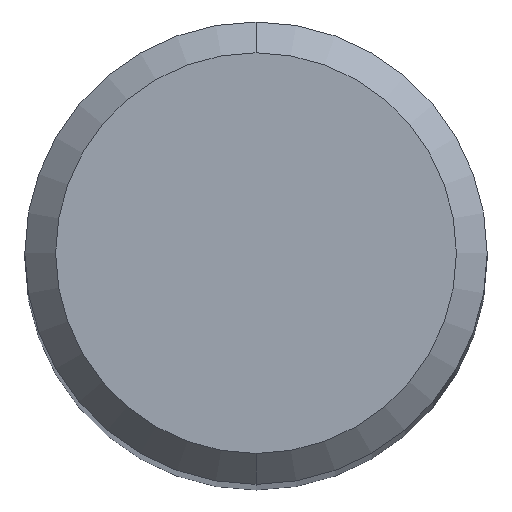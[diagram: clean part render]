
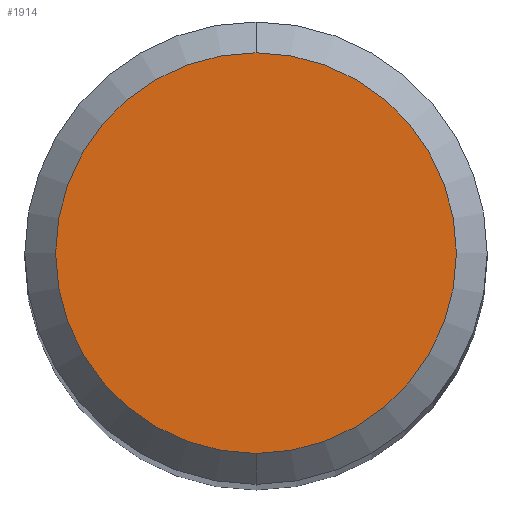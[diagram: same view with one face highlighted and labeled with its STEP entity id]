
A CAD part, top view. The second image highlights one B-rep face of the part: STEP entity #1914.
In plain terms, the highlighted planar face has unit normal (0, 0, 1).
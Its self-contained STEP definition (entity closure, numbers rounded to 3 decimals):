
#1010=VERTEX_POINT('',#2772);
#1640=VERTEX_POINT('',#3463);
#1914=ADVANCED_FACE('',(#3765),#3766,.T.);
#2012=EDGE_CURVE('',#1010,#1640,#3876,.T.);
#2278=EDGE_CURVE('',#1640,#1010,#4168,.T.);
#2772=CARTESIAN_POINT('',(0.0,2.6,0.0));
#3463=CARTESIAN_POINT('',(0.,-2.6,0.0));
#3765=FACE_OUTER_BOUND('',#13017,.T.);
#3766=PLANE('',#13018);
#3876=CIRCLE('',#14353,2.6);
#4168=CIRCLE('',#16550,2.6);
#13017=EDGE_LOOP('',(#20013,#20014));
#13018=AXIS2_PLACEMENT_3D('',#20015,#20016,#20017);
#14353=AXIS2_PLACEMENT_3D('',#20134,#20135,#20136);
#16550=AXIS2_PLACEMENT_3D('',#20506,#20507,#20508);
#20013=ORIENTED_EDGE('',*,*,#2012,.F.);
#20014=ORIENTED_EDGE('',*,*,#2278,.F.);
#20015=CARTESIAN_POINT('',(0.0,1.3,0.0));
#20016=DIRECTION('',(-0.0,0.0,1.0));
#20017=DIRECTION('',(0.0,-1.0,0.0));
#20134=CARTESIAN_POINT('',(0.0,0.0,0.0));
#20135=DIRECTION('',(0.0,0.0,-1.0));
#20136=DIRECTION('',(0.0,1.0,0.0));
#20506=CARTESIAN_POINT('',(0.0,0.0,0.0));
#20507=DIRECTION('',(0.0,0.0,-1.0));
#20508=DIRECTION('',(0.0,1.0,0.0));
